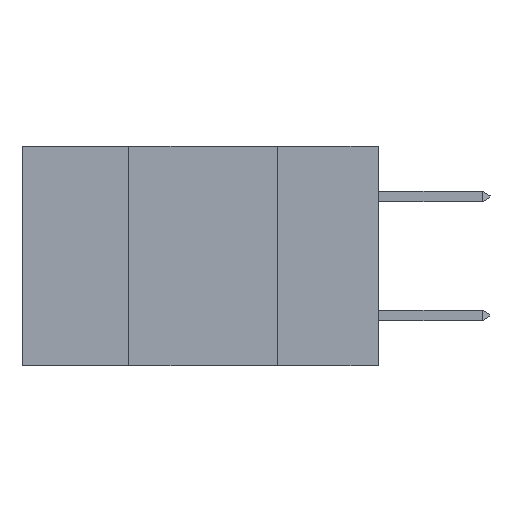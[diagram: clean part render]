
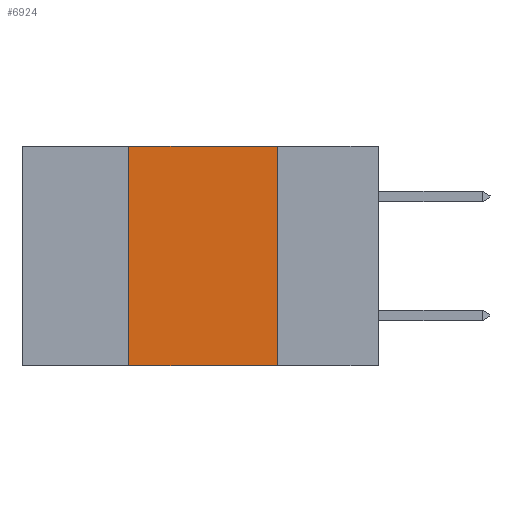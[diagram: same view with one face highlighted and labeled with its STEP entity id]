
A CAD part, left-side view. The second image highlights one B-rep face of the part: STEP entity #6924.
In plain terms, the highlighted planar face has unit normal (-1, 0, 0).
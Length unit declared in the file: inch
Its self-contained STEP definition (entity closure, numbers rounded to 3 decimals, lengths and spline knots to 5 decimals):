
#692 = ORIENTED_EDGE ( 'NONE', *, *, #1832, .F. ) ;
#711 = LINE ( 'NONE', #759, #6011 ) ;
#759 = CARTESIAN_POINT ( 'NONE',  ( 0., 0.6, 0. ) ) ;
#917 = VERTEX_POINT ( 'NONE', #4313 ) ;
#1797 = CARTESIAN_POINT ( 'NONE',  ( 0., 0.17, -0.37 ) ) ;
#1832 = EDGE_CURVE ( 'NONE', #6157, #917, #8390, .T. ) ;
#1880 = PLANE ( 'NONE',  #4809 ) ;
#2000 = VERTEX_POINT ( 'NONE', #7073 ) ;
#2022 = CARTESIAN_POINT ( 'NONE',  ( 0., 0.6, -0.37 ) ) ;
#2033 = CARTESIAN_POINT ( 'NONE',  ( 0., 0.42, -0.37 ) ) ;
#2087 = EDGE_CURVE ( 'NONE', #6157, #3484, #4228, .T. ) ;
#2885 = EDGE_CURVE ( 'NONE', #917, #2000, #711, .T. ) ;
#2914 = LINE ( 'NONE', #5164, #6041 ) ;
#3271 = ORIENTED_EDGE ( 'NONE', *, *, #2087, .T. ) ;
#3484 = VERTEX_POINT ( 'NONE', #1797 ) ;
#4034 = DIRECTION ( 'NONE',  ( 1., 0., 0. ) ) ;
#4228 = LINE ( 'NONE', #2022, #6470 ) ;
#4250 = FACE_OUTER_BOUND ( 'NONE', #8889, .T. ) ;
#4313 = CARTESIAN_POINT ( 'NONE',  ( 0., 0.42, 0. ) ) ;
#4495 = EDGE_CURVE ( 'NONE', #2000, #3484, #2914, .T. ) ;
#4809 = AXIS2_PLACEMENT_3D ( 'NONE', #8101, #4034, #7328 ) ;
#5164 = CARTESIAN_POINT ( 'NONE',  ( 0., 0.17, -0.37 ) ) ;
#6011 = VECTOR ( 'NONE', #6884, 39.37008 ) ;
#6041 = VECTOR ( 'NONE', #9101, 39.37008 ) ;
#6068 = CARTESIAN_POINT ( 'NONE',  ( 0., 0.42, -0.37 ) ) ;
#6157 = VERTEX_POINT ( 'NONE', #6068 ) ;
#6470 = VECTOR ( 'NONE', #7257, 39.37008 ) ;
#6884 = DIRECTION ( 'NONE',  ( 0., -1., 0. ) ) ;
#6924 = ADVANCED_FACE ( 'NONE', ( #4250 ), #1880, .F. ) ;
#7073 = CARTESIAN_POINT ( 'NONE',  ( 0., 0.17, 0. ) ) ;
#7077 = VECTOR ( 'NONE', #9790, 39.37008 ) ;
#7257 = DIRECTION ( 'NONE',  ( 0., -1., 0. ) ) ;
#7258 = ORIENTED_EDGE ( 'NONE', *, *, #2885, .F. ) ;
#7328 = DIRECTION ( 'NONE',  ( 0., 0., -1. ) ) ;
#8101 = CARTESIAN_POINT ( 'NONE',  ( 0., 0.6, 0. ) ) ;
#8229 = ORIENTED_EDGE ( 'NONE', *, *, #4495, .F. ) ;
#8390 = LINE ( 'NONE', #2033, #7077 ) ;
#8889 = EDGE_LOOP ( 'NONE', ( #8229, #7258, #692, #3271 ) ) ;
#9101 = DIRECTION ( 'NONE',  ( 0., 0., -1. ) ) ;
#9790 = DIRECTION ( 'NONE',  ( 0., 0., 1. ) ) ;
